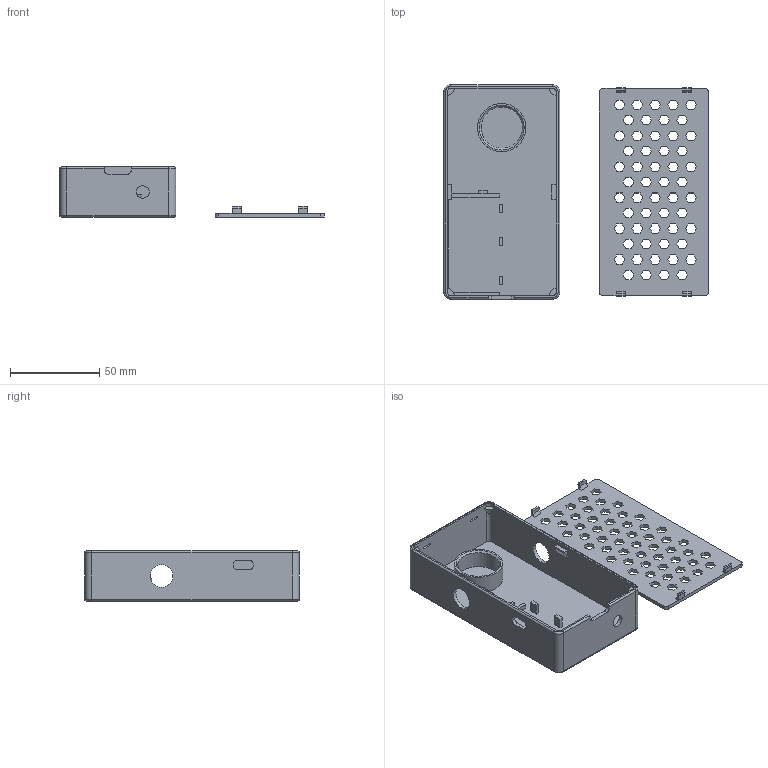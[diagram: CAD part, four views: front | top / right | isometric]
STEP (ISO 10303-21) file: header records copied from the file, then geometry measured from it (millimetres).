
FILE_DESCRIPTION(/* description */ ('STEP AP242 Edition 2','CAx-IF Rec.Pracs.---Representation and Presentation of Product Manufacturing Information (PMI)---4.0---2014-10-13','CAx-IF Rec.Pracs.---3D Tessellated Geometry---0.4---2014-09-14','2;1','CAx-IF Rec.Pracs.---User Defined Attributes---1.5---2016-08-15'),/* implementation_level */ '2;1');
FILE_NAME(/* name */ '69417803353d633dc218ba5b',/* time_stamp */ '2025-12-16T15:17:23Z',/* author */ (''),/* organization */ (''),/* preprocessor_version */ 'ST-DEVELOPER v20',/* originating_system */ 'ONSHAPE BY PTC INC, 1.208',/* authorisation */ ' ');
FILE_SCHEMA (('AP242_MANAGED_MODEL_BASED_3D_ENGINEERING_MIM_LF { 1 0 10303 442 3 1 4 }'));
Length unit declared in the file: millimetre
Products named in the file (3): Assembly 1; Part 2; Part 1
Assembly tree (2 placements, depth 2):
  Assembly 1
    Part 2
    Part 1
Bounding box: 148.08 x 120 x 28 mm (x, y, z)
Volume: 47533.1 mm3; surface area: 50712 mm2
Topology: 2 solids, 2 shells, 494 faces, 1410 edges, 933 vertices
Faces by surface type: plane 445, cylinder 36, torus 8, cone 5
Full cylindrical faces by diameter (mm): 7.1 x1, 12.7 x2, 23.1 x1, 27.1 x1
Entity records: 16117 total; most frequent: CARTESIAN_POINT 2882, ORIENTED_EDGE 2808, DIRECTION 2475, EDGE_CURVE 1404, LINE 1319, VECTOR 1319, VERTEX_POINT 933, EDGE_LOOP 629
